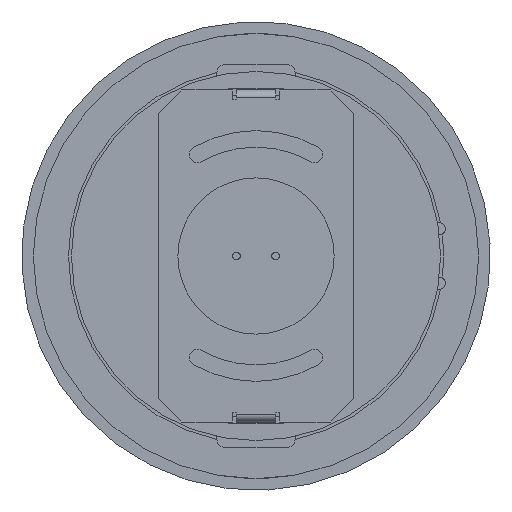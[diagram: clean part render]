
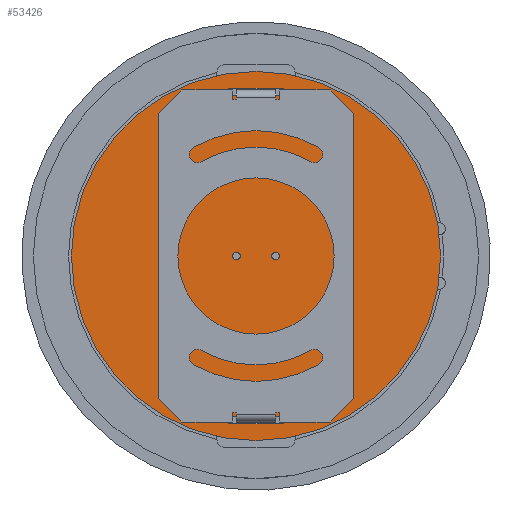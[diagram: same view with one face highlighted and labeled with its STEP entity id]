
A CAD part, front view. The second image highlights one B-rep face of the part: STEP entity #53426.
In plain terms, the highlighted face is planar.
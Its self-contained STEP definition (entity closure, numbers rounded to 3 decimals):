
#53073=CARTESIAN_POINT('',(33.5,0.,1.0));
#53074=VERTEX_POINT('',#53073);
#53075=CARTESIAN_POINT('',(32.5,0.,1.0));
#53076=DIRECTION('',(0.0,0.0,-1.0));
#53077=DIRECTION('',(-1.0,0.0,0.0));
#53078=AXIS2_PLACEMENT_3D('',#53075,#53076,#53077);
#53079=CIRCLE('',#53078,1.0);
#53080=EDGE_CURVE('',#53074,#53074,#53079,.T.);
#53101=CARTESIAN_POINT('',(23.5,0.,1.0));
#53102=VERTEX_POINT('',#53101);
#53103=CARTESIAN_POINT('',(22.5,0.,1.0));
#53104=DIRECTION('',(0.0,0.0,-1.0));
#53105=DIRECTION('',(-1.0,0.0,0.0));
#53106=AXIS2_PLACEMENT_3D('',#53103,#53104,#53105);
#53107=CIRCLE('',#53106,1.0);
#53108=EDGE_CURVE('',#53102,#53102,#53107,.T.);
#53139=CARTESIAN_POINT('',(20.5,-41.0,1.0));
#53140=VERTEX_POINT('',#53139);
#53147=CARTESIAN_POINT('',(20.5,-43.0,1.0));
#53148=VERTEX_POINT('',#53147);
#53149=CARTESIAN_POINT('',(20.5,-43.0,1.0));
#53150=DIRECTION('',(0.0,1.0,0.0));
#53151=VECTOR('',#53150,2.0);
#53152=LINE('',#53149,#53151);
#53153=EDGE_CURVE('',#53148,#53140,#53152,.T.);
#53177=CARTESIAN_POINT('',(34.5,-41.0,1.0));
#53178=VERTEX_POINT('',#53177);
#53185=CARTESIAN_POINT('',(20.5,-41.0,1.0));
#53186=DIRECTION('',(1.0,0.0,0.0));
#53187=VECTOR('',#53186,14.);
#53188=LINE('',#53185,#53187);
#53189=EDGE_CURVE('',#53140,#53178,#53188,.T.);
#53208=CARTESIAN_POINT('',(34.5,-43.0,1.0));
#53209=VERTEX_POINT('',#53208);
#53216=CARTESIAN_POINT('',(34.5,-41.0,1.0));
#53217=DIRECTION('',(0.0,-1.0,0.0));
#53218=VECTOR('',#53217,2.0);
#53219=LINE('',#53216,#53218);
#53220=EDGE_CURVE('',#53178,#53209,#53219,.T.);
#53238=CARTESIAN_POINT('',(34.5,-43.0,1.0));
#53239=DIRECTION('',(-1.0,0.0,0.0));
#53240=VECTOR('',#53239,14.);
#53241=LINE('',#53238,#53240);
#53242=EDGE_CURVE('',#53209,#53148,#53241,.T.);
#53263=CARTESIAN_POINT('',(20.5,43.0,1.0));
#53264=VERTEX_POINT('',#53263);
#53271=CARTESIAN_POINT('',(20.5,41.0,1.0));
#53272=VERTEX_POINT('',#53271);
#53273=CARTESIAN_POINT('',(20.5,41.0,1.0));
#53274=DIRECTION('',(0.0,1.0,0.0));
#53275=VECTOR('',#53274,2.0);
#53276=LINE('',#53273,#53275);
#53277=EDGE_CURVE('',#53272,#53264,#53276,.T.);
#53302=CARTESIAN_POINT('',(34.5,41.0,1.0));
#53303=VERTEX_POINT('',#53302);
#53304=CARTESIAN_POINT('',(34.5,41.0,1.0));
#53305=DIRECTION('',(-1.0,0.0,0.0));
#53306=VECTOR('',#53305,14.);
#53307=LINE('',#53304,#53306);
#53308=EDGE_CURVE('',#53303,#53272,#53307,.T.);
#53333=CARTESIAN_POINT('',(34.5,43.0,1.0));
#53334=VERTEX_POINT('',#53333);
#53335=CARTESIAN_POINT('',(34.5,43.0,1.0));
#53336=DIRECTION('',(0.0,-1.0,0.0));
#53337=VECTOR('',#53336,2.0);
#53338=LINE('',#53335,#53337);
#53339=EDGE_CURVE('',#53334,#53303,#53338,.T.);
#53362=CARTESIAN_POINT('',(20.5,43.0,1.0));
#53363=DIRECTION('',(1.0,0.0,0.0));
#53364=VECTOR('',#53363,14.);
#53365=LINE('',#53362,#53364);
#53366=EDGE_CURVE('',#53264,#53334,#53365,.T.);
#53377=CARTESIAN_POINT('',(74.75,0.,1.0));
#53378=VERTEX_POINT('',#53377);
#53379=CARTESIAN_POINT('',(27.5,0.,1.0));
#53380=DIRECTION('',(0.0,0.0,-1.0));
#53381=DIRECTION('',(-1.0,0.0,0.0));
#53382=AXIS2_PLACEMENT_3D('',#53379,#53380,#53381);
#53383=CIRCLE('',#53382,47.25);
#53384=EDGE_CURVE('',#53378,#53378,#53383,.T.);
#53400=CARTESIAN_POINT('',(27.5,0.,1.0));
#53401=DIRECTION('',(0.0,0.0,-1.0));
#53402=DIRECTION('',(-1.0,0.0,0.0));
#53403=AXIS2_PLACEMENT_3D('',#53400,#53401,#53402);
#53404=PLANE('',#53403);
#53405=ORIENTED_EDGE('',*,*,#53384,.F.);
#53406=EDGE_LOOP('',(#53405));
#53407=FACE_OUTER_BOUND('',#53406,.T.);
#53408=ORIENTED_EDGE('',*,*,#53080,.T.);
#53409=EDGE_LOOP('',(#53408));
#53410=FACE_BOUND('',#53409,.T.);
#53411=ORIENTED_EDGE('',*,*,#53108,.T.);
#53412=EDGE_LOOP('',(#53411));
#53413=FACE_BOUND('',#53412,.T.);
#53414=ORIENTED_EDGE('',*,*,#53153,.T.);
#53415=ORIENTED_EDGE('',*,*,#53189,.T.);
#53416=ORIENTED_EDGE('',*,*,#53220,.T.);
#53417=ORIENTED_EDGE('',*,*,#53242,.T.);
#53418=EDGE_LOOP('',(#53414,#53415,#53416,#53417));
#53419=FACE_BOUND('',#53418,.T.);
#53420=ORIENTED_EDGE('',*,*,#53277,.T.);
#53421=ORIENTED_EDGE('',*,*,#53366,.T.);
#53422=ORIENTED_EDGE('',*,*,#53339,.T.);
#53423=ORIENTED_EDGE('',*,*,#53308,.T.);
#53424=EDGE_LOOP('',(#53420,#53421,#53422,#53423));
#53425=FACE_BOUND('',#53424,.T.);
#53426=ADVANCED_FACE('',(#53407,#53410,#53413,#53419,#53425),#53404,.F.);
